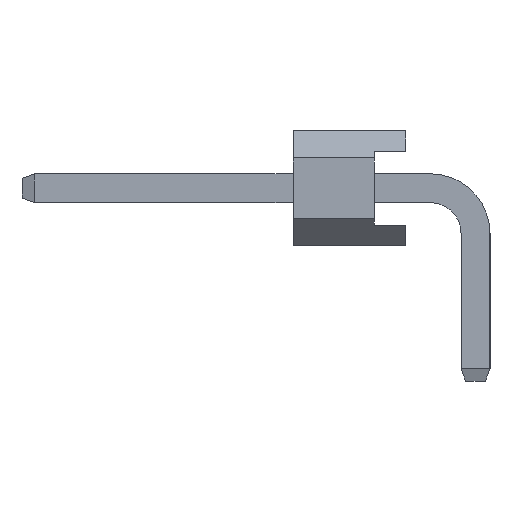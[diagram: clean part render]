
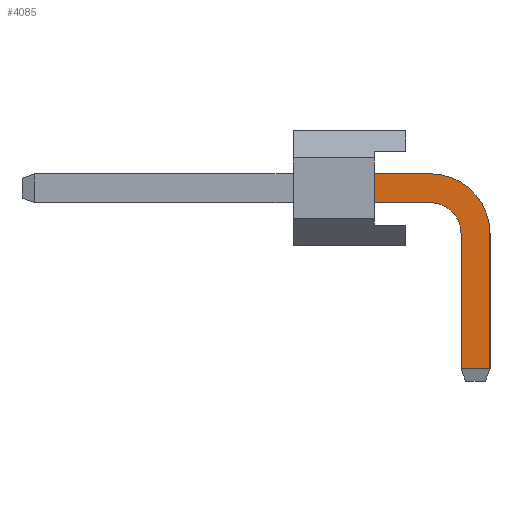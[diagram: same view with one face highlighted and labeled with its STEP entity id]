
A CAD part, left-side view. The second image highlights one B-rep face of the part: STEP entity #4085.
In plain terms, the highlighted planar face has unit normal (-1, 0, 0).
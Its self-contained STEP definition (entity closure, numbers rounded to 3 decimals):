
#4085=ADVANCED_FACE('',(#11401),#11403,.T.);
#11401=FACE_BOUND('',#11402,.T.);
#11402=EDGE_LOOP('',(#17353,#17354,#17355,#17356,#17357,#17358,#17359,#17360));
#11403=PLANE('',#11404);
#11404=AXIS2_PLACEMENT_3D('',#11405,#11406,#11407);
#11405=CARTESIAN_POINT('',(-0.32,0.32,-3.));
#11406=DIRECTION('',(-1.,0.,0.));
#11407=DIRECTION('',(0.,-1.,0.));
#17353=ORIENTED_EDGE('',*,*,#20895,.T.);
#17354=ORIENTED_EDGE('',*,*,#20896,.T.);
#17355=ORIENTED_EDGE('',*,*,#20897,.T.);
#17356=ORIENTED_EDGE('',*,*,#20898,.T.);
#17357=ORIENTED_EDGE('',*,*,#19729,.T.);
#17358=ORIENTED_EDGE('',*,*,#20899,.F.);
#17359=ORIENTED_EDGE('',*,*,#20900,.F.);
#17360=ORIENTED_EDGE('',*,*,#20901,.F.);
#19729=EDGE_CURVE('',#22591,#22592,#22593,.T.);
#20895=EDGE_CURVE('',#24421,#24422,#24423,.T.);
#20896=EDGE_CURVE('',#24422,#24424,#24425,.T.);
#20897=EDGE_CURVE('',#24424,#24426,#24427,.T.);
#20898=EDGE_CURVE('',#24426,#22591,#24428,.T.);
#20899=EDGE_CURVE('',#24429,#22592,#24430,.T.);
#20900=EDGE_CURVE('',#24431,#24429,#24432,.T.);
#20901=EDGE_CURVE('',#24421,#24431,#24433,.T.);
#22591=VERTEX_POINT('',#27473);
#22592=VERTEX_POINT('',#27474);
#22593=LINE('',#27475,#27476);
#24421=VERTEX_POINT('',#31743);
#24422=VERTEX_POINT('',#31744);
#24423=LINE('',#31745,#31746);
#24424=VERTEX_POINT('',#31748);
#24425=LINE('',#31749,#31750);
#24426=VERTEX_POINT('',#31752);
#24427=CIRCLE('',#31753,1.32);
#24428=LINE('',#31757,#31758);
#24429=VERTEX_POINT('',#31760);
#24430=LINE('',#31761,#31762);
#24431=VERTEX_POINT('',#31764);
#24432=CIRCLE('',#31765,0.68);
#24433=LINE('',#31769,#31770);
#27473=CARTESIAN_POINT('',(-0.32,2.24,1.59));
#27474=CARTESIAN_POINT('',(-0.32,2.24,0.95));
#27475=CARTESIAN_POINT('',(-0.32,2.24,1.59));
#27476=VECTOR('',#27477,1.);
#27477=DIRECTION('',(0.,0.,-1.));
#31743=CARTESIAN_POINT('',(-0.32,0.32,-2.725));
#31744=CARTESIAN_POINT('',(-0.32,-0.32,-2.725));
#31745=CARTESIAN_POINT('',(-0.32,0.32,-2.725));
#31746=VECTOR('',#31747,1.);
#31747=DIRECTION('',(0.,-1.,0.));
#31748=CARTESIAN_POINT('',(-0.32,-0.32,0.27));
#31749=CARTESIAN_POINT('',(-0.32,-0.32,-2.725));
#31750=VECTOR('',#31751,1.);
#31751=DIRECTION('',(0.,0.,1.));
#31752=CARTESIAN_POINT('',(-0.32,1.,1.59));
#31753=AXIS2_PLACEMENT_3D('',#31754,#31755,#31756);
#31754=CARTESIAN_POINT('',(-0.32,1.,0.27));
#31755=DIRECTION('',(-1.,-0.,0.));
#31756=DIRECTION('',(0.,-1.,0.));
#31757=CARTESIAN_POINT('',(-0.32,1.,1.59));
#31758=VECTOR('',#31759,1.);
#31759=DIRECTION('',(0.,1.,0.));
#31760=CARTESIAN_POINT('',(-0.32,1.,0.95));
#31761=CARTESIAN_POINT('',(-0.32,1.,0.95));
#31762=VECTOR('',#31763,1.);
#31763=DIRECTION('',(0.,1.,0.));
#31764=CARTESIAN_POINT('',(-0.32,0.32,0.27));
#31765=AXIS2_PLACEMENT_3D('',#31766,#31767,#31768);
#31766=CARTESIAN_POINT('',(-0.32,1.,0.27));
#31767=DIRECTION('',(-1.,-0.,0.));
#31768=DIRECTION('',(0.,-1.,0.));
#31769=CARTESIAN_POINT('',(-0.32,0.32,-2.725));
#31770=VECTOR('',#31771,1.);
#31771=DIRECTION('',(0.,0.,1.));
